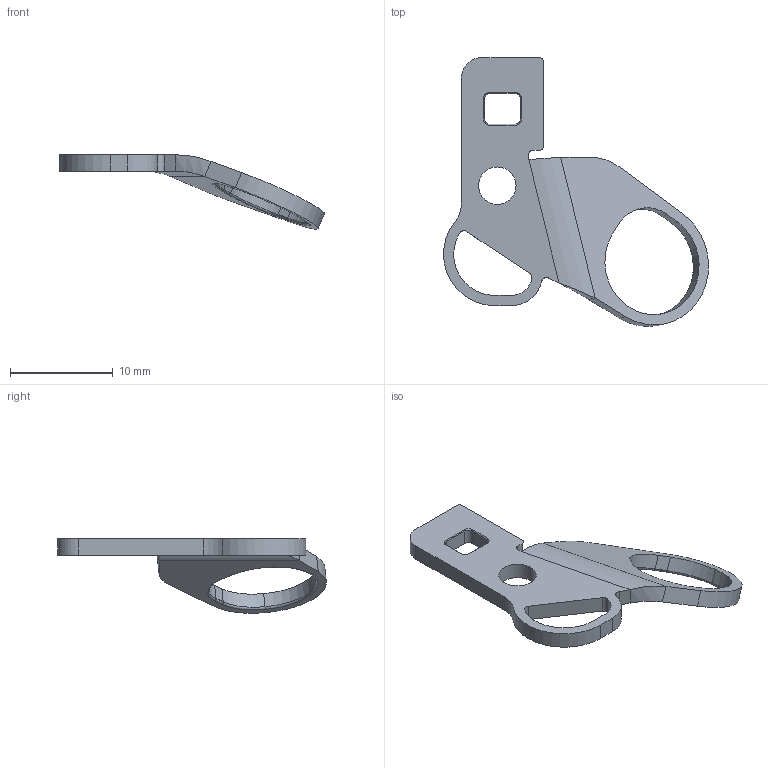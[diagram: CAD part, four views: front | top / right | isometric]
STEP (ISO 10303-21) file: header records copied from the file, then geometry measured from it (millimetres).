
FILE_DESCRIPTION (( 'STEP AP203' ), '1' );
FILE_NAME ('0160-100-10_A.step', '2017-09-14T18:29:25', ( 'Operations IT' ), ( 'Allen Institute for Brain Science' ), 'SwSTEP 2.0', 'SolidWorks 2017', '' );
FILE_SCHEMA (( 'CONFIG_CONTROL_DESIGN' ));
Length unit declared in the file: millimetre
Products named in the file (1): 0160-100-10_A
Bounding box: 25.85 x 26.22 x 7.27 mm (x, y, z)
Volume: 434.2 mm3; surface area: 816.8 mm2
Topology: 1 solids, 1 shells, 67 faces, 173 edges, 108 vertices
Faces by surface type: cylinder 31, plane 26, torus 4, cone 4, bspline 2
Entity records: 2178 total; most frequent: CARTESIAN_POINT 415, DIRECTION 369, ORIENTED_EDGE 346, EDGE_CURVE 173, AXIS2_PLACEMENT_3D 134, VERTEX_POINT 108, LINE 101, VECTOR 101
